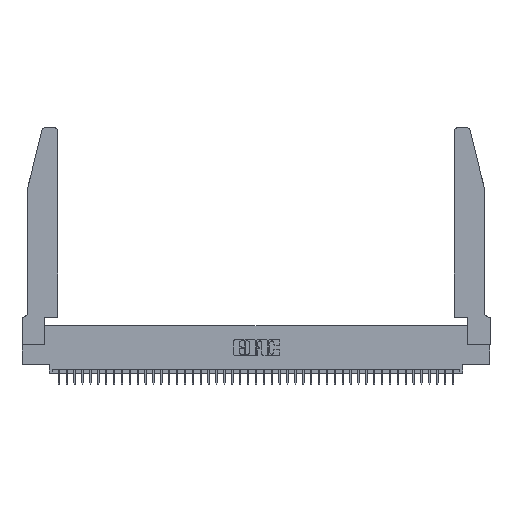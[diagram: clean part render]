
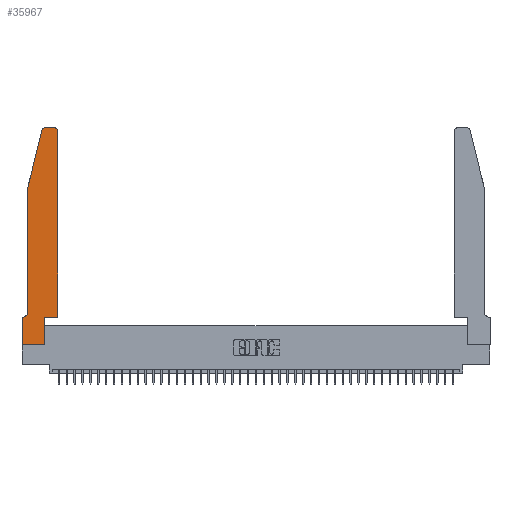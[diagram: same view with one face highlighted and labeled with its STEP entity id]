
A CAD part, top view. The second image highlights one B-rep face of the part: STEP entity #35967.
In plain terms, the highlighted planar face has unit normal (0, 0, 1).
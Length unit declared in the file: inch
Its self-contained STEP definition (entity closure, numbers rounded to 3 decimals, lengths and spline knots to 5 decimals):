
#443 = VERTEX_POINT ( 'NONE', #19708 ) ;
#1005 = DIRECTION ( 'NONE',  ( -1., 0., 0. ) ) ;
#1282 = PLANE ( 'NONE',  #35490 ) ;
#1954 = FACE_OUTER_BOUND ( 'NONE', #34155, .T. ) ;
#3154 = VERTEX_POINT ( 'NONE', #38612 ) ;
#3479 = EDGE_CURVE ( 'NONE', #11250, #3154, #23928, .T. ) ;
#3545 = DIRECTION ( 'NONE',  ( 1., 0., 0. ) ) ;
#3965 = CIRCLE ( 'NONE', #10335, 0.07 ) ;
#4177 = AXIS2_PLACEMENT_3D ( 'NONE', #13508, #16839, #3545 ) ;
#4827 = DIRECTION ( 'NONE',  ( 0., 0., 1. ) ) ;
#4877 = EDGE_CURVE ( 'NONE', #6323, #18852, #11067, .T. ) ;
#5264 = LINE ( 'NONE', #5481, #42811 ) ;
#5481 = CARTESIAN_POINT ( 'NONE',  ( 0., 0., 0.37 ) ) ;
#6323 = VERTEX_POINT ( 'NONE', #23027 ) ;
#7511 = ORIENTED_EDGE ( 'NONE', *, *, #40071, .T. ) ;
#7706 = DIRECTION ( 'NONE',  ( 1., 0., 0. ) ) ;
#7759 = EDGE_CURVE ( 'NONE', #24804, #11250, #28526, .T. ) ;
#8404 = EDGE_CURVE ( 'NONE', #13182, #443, #8766, .T. ) ;
#8411 = DIRECTION ( 'NONE',  ( -0.239, -0.971, 0. ) ) ;
#8766 = LINE ( 'NONE', #22705, #42710 ) ;
#9050 = VERTEX_POINT ( 'NONE', #30345 ) ;
#9145 = ORIENTED_EDGE ( 'NONE', *, *, #4877, .T. ) ;
#9593 = VECTOR ( 'NONE', #17253, 39.37008 ) ;
#10335 = AXIS2_PLACEMENT_3D ( 'NONE', #27830, #34712, #1005 ) ;
#11067 = LINE ( 'NONE', #38344, #22781 ) ;
#11132 = LINE ( 'NONE', #17778, #42424 ) ;
#11250 = VERTEX_POINT ( 'NONE', #34006 ) ;
#11825 = CARTESIAN_POINT ( 'NONE',  ( 0.0055, 0.35, 0.37 ) ) ;
#12367 = ORIENTED_EDGE ( 'NONE', *, *, #16513, .T. ) ;
#12397 = VECTOR ( 'NONE', #24761, 39.37008 ) ;
#12459 = LINE ( 'NONE', #35315, #29621 ) ;
#13182 = VERTEX_POINT ( 'NONE', #31628 ) ;
#13251 = LINE ( 'NONE', #29453, #18675 ) ;
#13508 = CARTESIAN_POINT ( 'NONE',  ( 0.284, 2.72, 0.37 ) ) ;
#13781 = VERTEX_POINT ( 'NONE', #11825 ) ;
#14786 = DIRECTION ( 'NONE',  ( 1., 0., 0. ) ) ;
#15460 = CARTESIAN_POINT ( 'NONE',  ( 0., 0.35, 0.37 ) ) ;
#16094 = LINE ( 'NONE', #33184, #25123 ) ;
#16513 = EDGE_CURVE ( 'NONE', #9050, #24804, #12459, .T. ) ;
#16839 = DIRECTION ( 'NONE',  ( 0., 0., 1. ) ) ;
#17253 = DIRECTION ( 'NONE',  ( -1., 0., 0. ) ) ;
#17461 = CARTESIAN_POINT ( 'NONE',  ( 0.4505, 2.72, 0.37 ) ) ;
#17778 = CARTESIAN_POINT ( 'NONE',  ( 0.0755, 0.35, 0.37 ) ) ;
#18342 = ORIENTED_EDGE ( 'NONE', *, *, #31908, .T. ) ;
#18601 = AXIS2_PLACEMENT_3D ( 'NONE', #21452, #4827, #7706 ) ;
#18675 = VECTOR ( 'NONE', #33010, 39.37008 ) ;
#18774 = LINE ( 'NONE', #41833, #12397 ) ;
#18852 = VERTEX_POINT ( 'NONE', #34290 ) ;
#19004 = DIRECTION ( 'NONE',  ( 1., 0., 0. ) ) ;
#19708 = CARTESIAN_POINT ( 'NONE',  ( 0.2865, 0.35, 0.37 ) ) ;
#20317 = ORIENTED_EDGE ( 'NONE', *, *, #26572, .T. ) ;
#21452 = CARTESIAN_POINT ( 'NONE',  ( 0.4205, 2.72, 0.37 ) ) ;
#22705 = CARTESIAN_POINT ( 'NONE',  ( 0.2865, 0.35, 0.37 ) ) ;
#22781 = VECTOR ( 'NONE', #8411, 39.37008 ) ;
#23027 = CARTESIAN_POINT ( 'NONE',  ( 0.25487, 2.72718, 0.37 ) ) ;
#23490 = VERTEX_POINT ( 'NONE', #40748 ) ;
#23890 = VERTEX_POINT ( 'NONE', #40048 ) ;
#23928 = LINE ( 'NONE', #34133, #9593 ) ;
#24761 = DIRECTION ( 'NONE',  ( 1., 0., 0. ) ) ;
#24804 = VERTEX_POINT ( 'NONE', #17461 ) ;
#25123 = VECTOR ( 'NONE', #19004, 39.37008 ) ;
#26572 = EDGE_CURVE ( 'NONE', #27927, #13781, #3965, .T. ) ;
#27830 = CARTESIAN_POINT ( 'NONE',  ( 0.0055, 0.42, 0.37 ) ) ;
#27927 = VERTEX_POINT ( 'NONE', #39585 ) ;
#27949 = ORIENTED_EDGE ( 'NONE', *, *, #42534, .T. ) ;
#28526 = CIRCLE ( 'NONE', #18601, 0.03 ) ;
#28661 = DIRECTION ( 'NONE',  ( 0., 1., 0. ) ) ;
#29453 = CARTESIAN_POINT ( 'NONE',  ( 0.0755, 2., 0.37 ) ) ;
#29621 = VECTOR ( 'NONE', #28661, 39.37008 ) ;
#30345 = CARTESIAN_POINT ( 'NONE',  ( 0.4505, 0.35, 0.37 ) ) ;
#30398 = EDGE_CURVE ( 'NONE', #3154, #6323, #31087, .T. ) ;
#31087 = CIRCLE ( 'NONE', #4177, 0.03 ) ;
#31628 = CARTESIAN_POINT ( 'NONE',  ( 0.2865, 0., 0.37 ) ) ;
#31849 = ORIENTED_EDGE ( 'NONE', *, *, #8404, .T. ) ;
#31908 = EDGE_CURVE ( 'NONE', #13781, #23890, #11132, .T. ) ;
#32698 = DIRECTION ( 'NONE',  ( 0., 1., 0. ) ) ;
#33010 = DIRECTION ( 'NONE',  ( 0., -1., 0. ) ) ;
#33184 = CARTESIAN_POINT ( 'NONE',  ( 0.4505, 0.35, 0.37 ) ) ;
#33983 = DIRECTION ( 'NONE',  ( -1., 0., 0. ) ) ;
#34006 = CARTESIAN_POINT ( 'NONE',  ( 0.4205, 2.75, 0.37 ) ) ;
#34133 = CARTESIAN_POINT ( 'NONE',  ( 0.2605, 2.75, 0.37 ) ) ;
#34155 = EDGE_LOOP ( 'NONE', ( #39534, #42601, #9145, #43061, #20317, #18342, #40836, #27949, #31849, #7511, #12367, #42867 ) ) ;
#34290 = CARTESIAN_POINT ( 'NONE',  ( 0.0755, 2., 0.37 ) ) ;
#34712 = DIRECTION ( 'NONE',  ( 0., 0., -1. ) ) ;
#34985 = DIRECTION ( 'NONE',  ( 0., 0., 1. ) ) ;
#35315 = CARTESIAN_POINT ( 'NONE',  ( 0.4505, 0.35, 0.37 ) ) ;
#35490 = AXIS2_PLACEMENT_3D ( 'NONE', #15460, #34985, #14786 ) ;
#35967 = ADVANCED_FACE ( 'NONE', ( #1954 ), #1282, .T. ) ;
#38344 = CARTESIAN_POINT ( 'NONE',  ( 0.0755, 2., 0.37 ) ) ;
#38427 = EDGE_CURVE ( 'NONE', #18852, #27927, #13251, .T. ) ;
#38612 = CARTESIAN_POINT ( 'NONE',  ( 0.284, 2.75, 0.37 ) ) ;
#39534 = ORIENTED_EDGE ( 'NONE', *, *, #3479, .T. ) ;
#39585 = CARTESIAN_POINT ( 'NONE',  ( 0.0755, 0.42, 0.37 ) ) ;
#40048 = CARTESIAN_POINT ( 'NONE',  ( 0., 0.35, 0.37 ) ) ;
#40056 = EDGE_CURVE ( 'NONE', #23890, #23490, #5264, .T. ) ;
#40071 = EDGE_CURVE ( 'NONE', #443, #9050, #16094, .T. ) ;
#40748 = CARTESIAN_POINT ( 'NONE',  ( 0., 0., 0.37 ) ) ;
#40836 = ORIENTED_EDGE ( 'NONE', *, *, #40056, .T. ) ;
#41630 = DIRECTION ( 'NONE',  ( 0., -1., 0. ) ) ;
#41833 = CARTESIAN_POINT ( 'NONE',  ( 0., 0., 0.37 ) ) ;
#42424 = VECTOR ( 'NONE', #33983, 39.37008 ) ;
#42534 = EDGE_CURVE ( 'NONE', #23490, #13182, #18774, .T. ) ;
#42601 = ORIENTED_EDGE ( 'NONE', *, *, #30398, .T. ) ;
#42710 = VECTOR ( 'NONE', #32698, 39.37008 ) ;
#42811 = VECTOR ( 'NONE', #41630, 39.37008 ) ;
#42867 = ORIENTED_EDGE ( 'NONE', *, *, #7759, .T. ) ;
#43061 = ORIENTED_EDGE ( 'NONE', *, *, #38427, .T. ) ;
